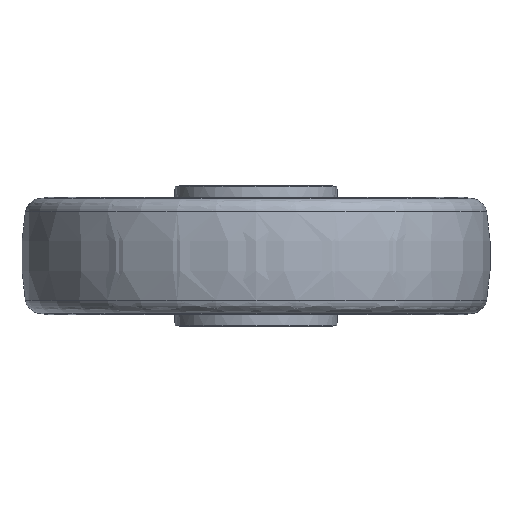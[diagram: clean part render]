
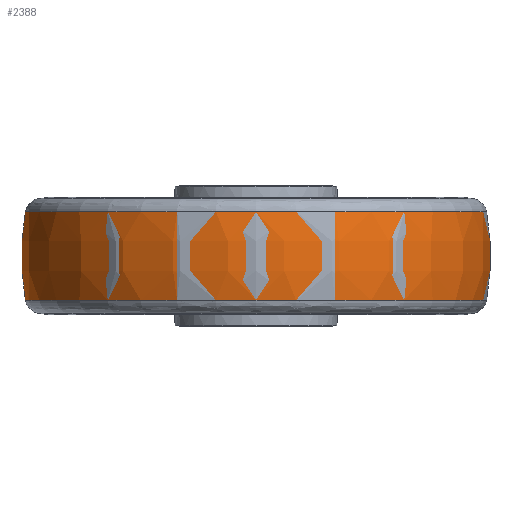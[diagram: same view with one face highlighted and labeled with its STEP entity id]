
A CAD part, front view. The second image highlights one B-rep face of the part: STEP entity #2388.
In plain terms, the highlighted toroidal (fillet/blend) face has major radius 10 mm and minor radius 110 mm.
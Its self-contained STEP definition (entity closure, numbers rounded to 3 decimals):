
#45 = DIRECTION ( 'NONE',  ( 0., 0., -1. ) ) ;
#105 = CIRCLE ( 'NONE', #472, 98.372 ) ;
#459 = CARTESIAN_POINT ( 'NONE',  ( 92.247, 0., 18.854 ) ) ;
#472 = AXIS2_PLACEMENT_3D ( 'NONE', #3201, #1356, #3226 ) ;
#733 = CARTESIAN_POINT ( 'NONE',  ( -16.125, 0., 0. ) ) ;
#736 = ORIENTED_EDGE ( 'NONE', *, *, #3548, .T. ) ;
#739 = CARTESIAN_POINT ( 'NONE',  ( -104.497, 0., -18.854 ) ) ;
#932 = CARTESIAN_POINT ( 'NONE',  ( -6.125, 0., -18.854 ) ) ;
#968 = AXIS2_PLACEMENT_3D ( 'NONE', #4004, #4336, #2432 ) ;
#1006 = DIRECTION ( 'NONE',  ( 1., 0., 0. ) ) ;
#1067 = CARTESIAN_POINT ( 'NONE',  ( -6.125, 0., 0. ) ) ;
#1178 = EDGE_CURVE ( 'NONE', #3442, #3309, #2434, .T. ) ;
#1356 = DIRECTION ( 'NONE',  ( 0., 0., 1. ) ) ;
#1414 = FACE_OUTER_BOUND ( 'NONE', #2564, .T. ) ;
#1591 = ORIENTED_EDGE ( 'NONE', *, *, #2466, .T. ) ;
#1770 = EDGE_CURVE ( 'NONE', #3309, #2131, #105, .T. ) ;
#1806 = VERTEX_POINT ( 'NONE', #2487 ) ;
#1842 = AXIS2_PLACEMENT_3D ( 'NONE', #1067, #3266, #3665 ) ;
#1996 = CIRCLE ( 'NONE', #4035, 98.372 ) ;
#2131 = VERTEX_POINT ( 'NONE', #459 ) ;
#2350 = ORIENTED_EDGE ( 'NONE', *, *, #1178, .F. ) ;
#2388 = ADVANCED_FACE ( 'NONE', ( #1414 ), #3787, .T. ) ;
#2432 = DIRECTION ( 'NONE',  ( -1., 0., 0. ) ) ;
#2434 = CIRCLE ( 'NONE', #968, 110. ) ;
#2466 = EDGE_CURVE ( 'NONE', #1806, #2131, #3950, .T. ) ;
#2487 = CARTESIAN_POINT ( 'NONE',  ( 92.247, 0., -18.854 ) ) ;
#2564 = EDGE_LOOP ( 'NONE', ( #2350, #736, #1591, #3567 ) ) ;
#3201 = CARTESIAN_POINT ( 'NONE',  ( -6.125, 0., 18.854 ) ) ;
#3226 = DIRECTION ( 'NONE',  ( 1., 0., 0. ) ) ;
#3266 = DIRECTION ( 'NONE',  ( 0., 0., 1. ) ) ;
#3309 = VERTEX_POINT ( 'NONE', #3706 ) ;
#3346 = DIRECTION ( 'NONE',  ( 0., -1., 0. ) ) ;
#3442 = VERTEX_POINT ( 'NONE', #739 ) ;
#3548 = EDGE_CURVE ( 'NONE', #3442, #1806, #1996, .T. ) ;
#3567 = ORIENTED_EDGE ( 'NONE', *, *, #1770, .F. ) ;
#3665 = DIRECTION ( 'NONE',  ( 1., 0., 0. ) ) ;
#3706 = CARTESIAN_POINT ( 'NONE',  ( -104.497, 0., 18.854 ) ) ;
#3787 = TOROIDAL_SURFACE ( 'NONE', #1842, -10., 110. ) ;
#3950 = CIRCLE ( 'NONE', #4353, 110. ) ;
#4004 = CARTESIAN_POINT ( 'NONE',  ( 3.875, 0., 0. ) ) ;
#4035 = AXIS2_PLACEMENT_3D ( 'NONE', #932, #4738, #1006 ) ;
#4336 = DIRECTION ( 'NONE',  ( 0., 1., 0. ) ) ;
#4353 = AXIS2_PLACEMENT_3D ( 'NONE', #733, #3346, #45 ) ;
#4738 = DIRECTION ( 'NONE',  ( 0., 0., 1. ) ) ;
